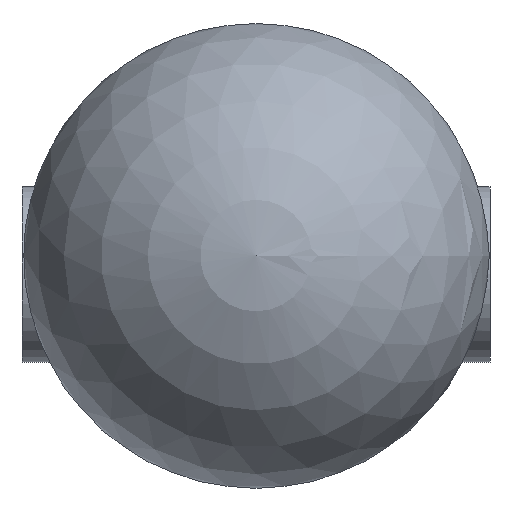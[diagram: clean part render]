
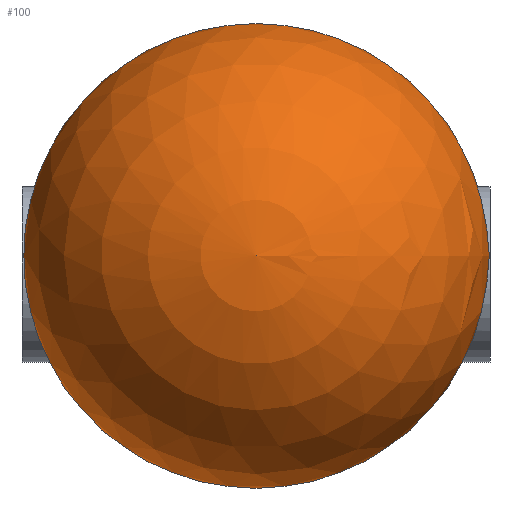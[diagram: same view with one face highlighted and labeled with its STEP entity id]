
A CAD part, top view. The second image highlights one B-rep face of the part: STEP entity #100.
In plain terms, the highlighted spherical face has radius 4 mm.
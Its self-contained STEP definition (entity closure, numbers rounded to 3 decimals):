
#34=FACE_OUTER_BOUND('',#42,.T.);
#42=EDGE_LOOP('',(#77));
#54=CIRCLE('',#111,1.);
#59=VERTEX_POINT('',#157);
#67=EDGE_CURVE('',#59,#59,#54,.T.);
#77=ORIENTED_EDGE('',*,*,#67,.F.);
#97=SPHERICAL_SURFACE('',#110,4.);
#100=ADVANCED_FACE('',(#34),#97,.T.);
#110=AXIS2_PLACEMENT_3D('',#156,#125,#126);
#111=AXIS2_PLACEMENT_3D('',#158,#127,#128);
#125=DIRECTION('center_axis',(0.,0.,1.));
#126=DIRECTION('ref_axis',(1.,0.,0.));
#127=DIRECTION('center_axis',(0.,0.,-1.));
#128=DIRECTION('ref_axis',(-1.,0.,0.));
#156=CARTESIAN_POINT('Origin',(0.,0.,180.));
#157=CARTESIAN_POINT('',(1.,0.,176.127));
#158=CARTESIAN_POINT('Origin',(0.,0.,176.127));
